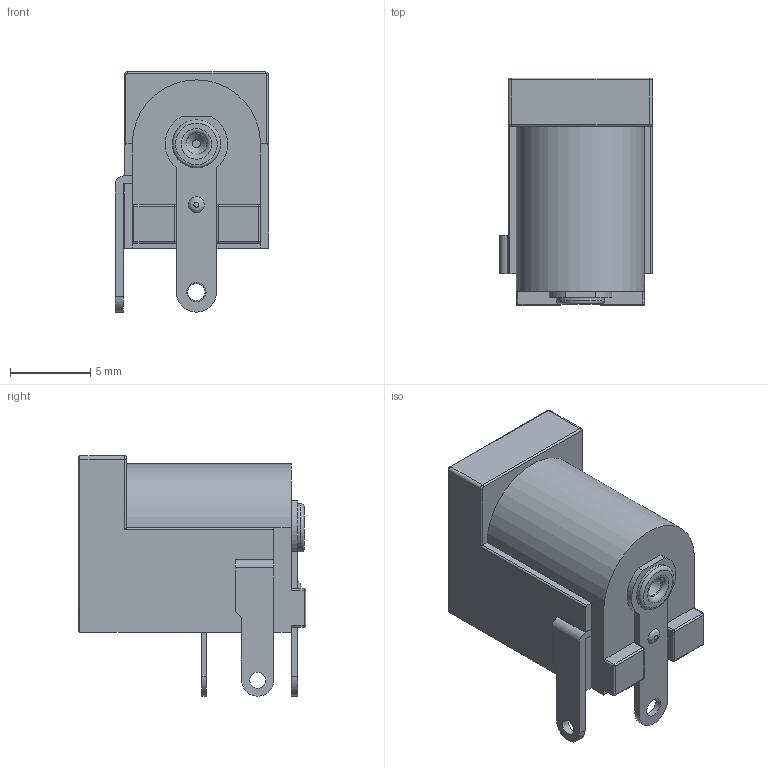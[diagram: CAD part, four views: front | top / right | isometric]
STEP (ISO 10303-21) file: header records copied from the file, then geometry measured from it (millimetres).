
FILE_DESCRIPTION(/* description */ (''),/* implementation_level */ '2;1');
FILE_NAME(/* name */ 'DC Barrel Jack.step',/* time_stamp */ '2023-02-04T18:53:43+03:00',/* author */ (''),/* organization */ (''),/* preprocessor_version */ 'ST-DEVELOPER v19.2',/* originating_system */ 'Autodesk Translation Framework v11.17.0.187',/* authorisation */ '');
FILE_SCHEMA (('AUTOMOTIVE_DESIGN { 1 0 10303 214 3 1 1 }'));
Length unit declared in the file: millimetre
Products named in the file (1): DC Barrel Jack
Bounding box: 9.55 x 14.2 x 15 mm (x, y, z)
Volume: 784.9 mm3; surface area: 1610.1 mm2
Topology: 5 solids, 5 shells, 183 faces, 454 edges, 285 vertices
Faces by surface type: plane 90, cylinder 69, sphere 9, bspline 7, torus 5, cone 3
Full cylindrical faces by diameter (mm): 1 x1, 1.082 x1, 1.2 x1, 1.3 x1, 2 x4, 3 x3, 6.4 x1
Entity records: 5528 total; most frequent: CARTESIAN_POINT 996, DIRECTION 972, ORIENTED_EDGE 906, EDGE_CURVE 453, AXIS2_PLACEMENT_3D 342, LINE 288, VECTOR 288, VERTEX_POINT 285
